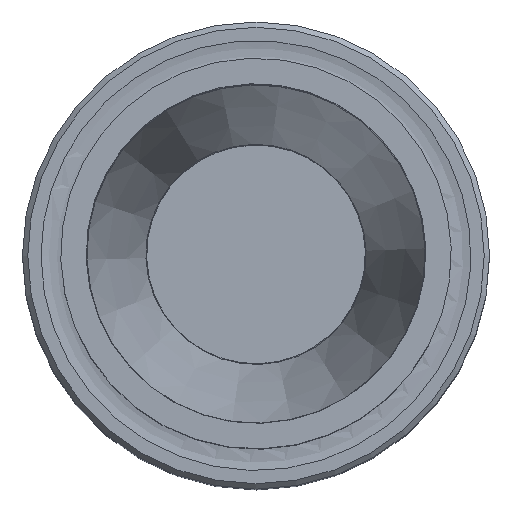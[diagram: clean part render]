
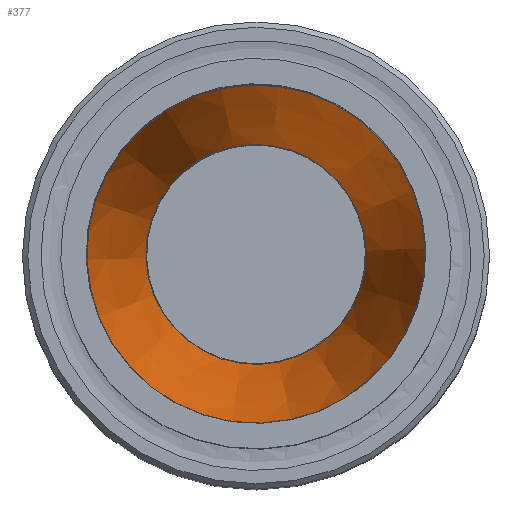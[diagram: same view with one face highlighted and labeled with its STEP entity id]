
A CAD part, top view. The second image highlights one B-rep face of the part: STEP entity #377.
In plain terms, the highlighted conical face has half-angle 15 degrees and reference radius 6.575 mm.
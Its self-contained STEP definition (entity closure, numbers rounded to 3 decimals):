
#343=CARTESIAN_POINT('',(-2.74,4.401,62.491));
#344=VERTEX_POINT('',#343);
#345=CARTESIAN_POINT('',(0.,0.,62.491));
#346=DIRECTION('',(0.,0.,-1.0));
#347=DIRECTION('',(-0.529,0.849,0.));
#348=AXIS2_PLACEMENT_3D('',#345,#346,#347);
#349=CIRCLE('',#348,5.184);
#350=EDGE_CURVE('',#344,#344,#349,.T.);
#358=CARTESIAN_POINT('',(0.,0.,67.682));
#359=DIRECTION('',(0.,0.,1.0));
#360=DIRECTION('',(-0.529,0.849,0.));
#361=AXIS2_PLACEMENT_3D('',#358,#359,#360);
#362=CONICAL_SURFACE('',#361,6.575,15.);
#363=CARTESIAN_POINT('',(-4.21,6.762,72.873));
#364=VERTEX_POINT('',#363);
#365=CARTESIAN_POINT('',(0.,0.,72.873));
#366=DIRECTION('',(0.,0.,-1.0));
#367=DIRECTION('',(-0.529,0.849,0.));
#368=AXIS2_PLACEMENT_3D('',#365,#366,#367);
#369=CIRCLE('',#368,7.966);
#370=EDGE_CURVE('',#364,#364,#369,.T.);
#371=ORIENTED_EDGE('',*,*,#370,.F.);
#372=EDGE_LOOP('',(#371));
#373=FACE_OUTER_BOUND('',#372,.T.);
#374=ORIENTED_EDGE('',*,*,#350,.T.);
#375=EDGE_LOOP('',(#374));
#376=FACE_BOUND('',#375,.T.);
#377=ADVANCED_FACE('',(#373,#376),#362,.F.);
